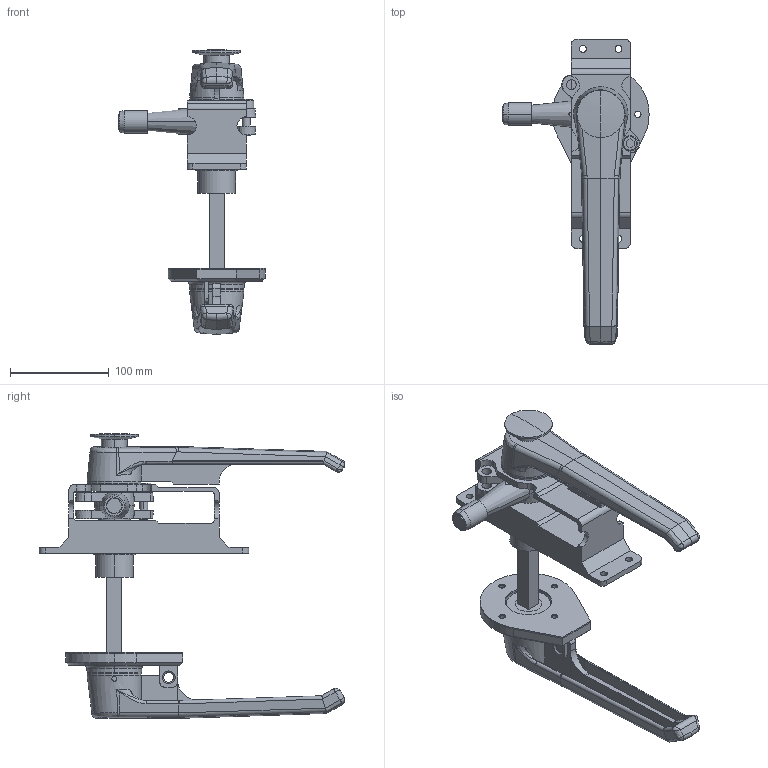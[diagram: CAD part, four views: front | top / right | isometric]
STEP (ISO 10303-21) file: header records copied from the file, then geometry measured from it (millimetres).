
FILE_DESCRIPTION (( 'STEP AP203' ), '1' );
FILE_NAME ('sone3D.STEP', '2013-08-22T10:15:55', ( '' ), ( '' ), 'SwSTEP 2.0', 'SolidWorks 2012', '' );
FILE_SCHEMA (( 'CONFIG_CONTROL_DESIGN' ));
Length unit declared in the file: millimetre
Products named in the file (16): FA-1837僕儑僀儞僩儃儖僩_; FA-1837-W傾僂僞乕儀乕僗__FA-1837-W-R傾僂僞乕儀乕僗_; FA-1837-W傾僂僞乕僴儞僪儖__fa-1837-W傾僂僞乕僴儞僪儖_; FA-1837儘乕儔乕儗僶乕__FA-1837儘乕儔乕儗僶乕_; FA-1837僀儞僫乕幉庴_; sone3D; FA-1837-W僕儑僀儞僩屌掕斅_; FA-1837-W主軸_; FA-1837-W僷僢僉儞_; FA-1837-Wアウターハンドルナット_; FA-1837-W傾僂僞乕僽僢僔儏_; FA-1837-W押しボタン_; FA-1837-W僕儑僀儞僩_; FA-1837ローラー_; FA-1837-W僀儞僫乕僴儞僪儖__fa-1837-W僀儞僫乕僴儞僪儖_; FA-1837僀儞僫乕儀乕僗__FA-1837-W僀儞僫乕儀乕僗_
Assembly tree (16 placements, depth 2):
  sone3D
    FA-1837僀儞僫乕儀乕僗__FA-1837-W僀儞僫乕儀乕僗_
    FA-1837-W僀儞僫乕僴儞僪儖__fa-1837-W僀儞僫乕僴儞僪儖_
    FA-1837僀儞僫乕幉庴_  x2
    FA-1837儘乕儔乕儗僶乕__FA-1837儘乕儔乕儗僶乕_
    FA-1837ローラー_
    FA-1837-W僕儑僀儞僩_
    FA-1837-W押しボタン_
    FA-1837-W傾僂僞乕僴儞僪儖__fa-1837-W傾僂僞乕僴儞僪儖_
    FA-1837-W傾僂僞乕儀乕僗__FA-1837-W-R傾僂僞乕儀乕僗_
    FA-1837-W傾僂僞乕僽僢僔儏_
    FA-1837-Wアウターハンドルナット_
    FA-1837-W僷僢僉儞_
    FA-1837-W主軸_
    FA-1837僕儑僀儞僩儃儖僩_
    FA-1837-W僕儑僀儞僩屌掕斅_
Bounding box: 148 x 309.16 x 288 mm (x, y, z)
Volume: 732792.4 mm3; surface area: 300412 mm2
Topology: 16 solids, 16 shells, 699 faces, 1774 edges, 1145 vertices
Faces by surface type: cylinder 314, plane 272, bspline 60, cone 45, sphere 6, torus 2
Entity records: 26429 total; most frequent: CARTESIAN_POINT 8145, ORIENTED_EDGE 3476, DIRECTION 3420, EDGE_CURVE 1738, AXIS2_PLACEMENT_3D 1289, VERTEX_POINT 1129, VECTOR 842, LINE 842
